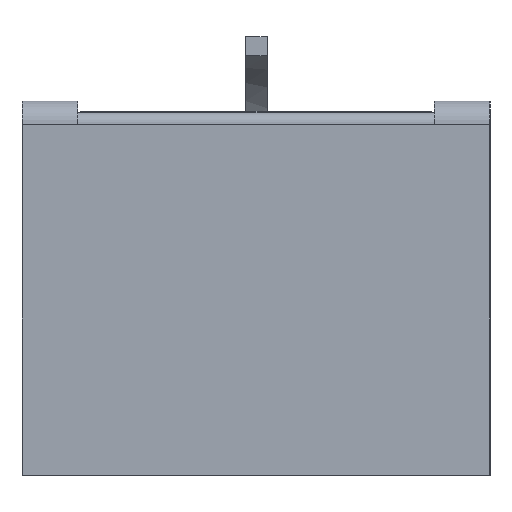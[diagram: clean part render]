
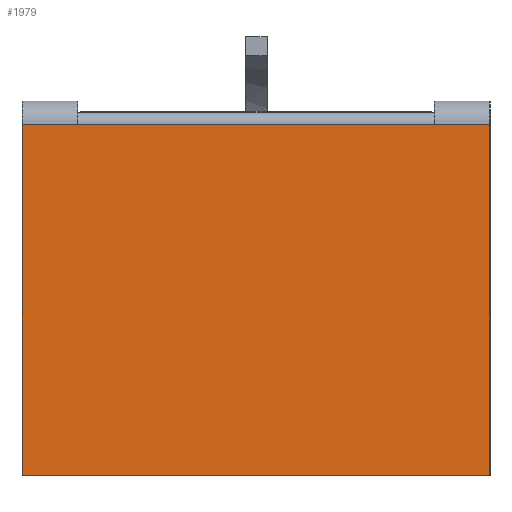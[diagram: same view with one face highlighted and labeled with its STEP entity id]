
A CAD part, left-side view. The second image highlights one B-rep face of the part: STEP entity #1979.
In plain terms, the highlighted planar face has unit normal (-1, 0, 0).
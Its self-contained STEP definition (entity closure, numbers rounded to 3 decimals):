
#125=PLANE('',#2177);
#209=FACE_OUTER_BOUND('',#322,.T.);
#322=EDGE_LOOP('',(#1617,#1618,#1619,#1620));
#554=LINE('',#3124,#749);
#558=LINE('',#3140,#753);
#561=LINE('',#3148,#756);
#562=LINE('',#3149,#757);
#749=VECTOR('',#2560,10.);
#753=VECTOR('',#2574,10.);
#756=VECTOR('',#2581,10.);
#757=VECTOR('',#2582,10.);
#925=VERTEX_POINT('',#3122);
#926=VERTEX_POINT('',#3123);
#933=VERTEX_POINT('',#3139);
#936=VERTEX_POINT('',#3147);
#1168=EDGE_CURVE('',#925,#926,#554,.T.);
#1176=EDGE_CURVE('',#933,#926,#558,.T.);
#1180=EDGE_CURVE('',#936,#925,#561,.T.);
#1181=EDGE_CURVE('',#936,#933,#562,.T.);
#1617=ORIENTED_EDGE('',*,*,#1176,.T.);
#1618=ORIENTED_EDGE('',*,*,#1168,.F.);
#1619=ORIENTED_EDGE('',*,*,#1180,.F.);
#1620=ORIENTED_EDGE('',*,*,#1181,.T.);
#1979=ADVANCED_FACE('',(#209),#125,.T.);
#2177=AXIS2_PLACEMENT_3D('',#3146,#2579,#2580);
#2560=DIRECTION('',(0.,-1.,0.));
#2574=DIRECTION('',(0.,0.,1.));
#2579=DIRECTION('center_axis',(-1.,0.,0.));
#2580=DIRECTION('ref_axis',(0.,0.,1.));
#2581=DIRECTION('',(0.,0.,1.));
#2582=DIRECTION('',(0.,-1.,0.));
#3122=CARTESIAN_POINT('',(-4.,10.,0.));
#3123=CARTESIAN_POINT('',(-4.,-70.,0.));
#3124=CARTESIAN_POINT('',(-4.,0.,0.));
#3139=CARTESIAN_POINT('',(-4.,-70.,-60.));
#3140=CARTESIAN_POINT('',(-4.,-70.,0.));
#3146=CARTESIAN_POINT('Origin',(-4.,0.,-60.));
#3147=CARTESIAN_POINT('',(-4.,10.,-60.));
#3148=CARTESIAN_POINT('',(-4.,10.,-3.464));
#3149=CARTESIAN_POINT('',(-4.,0.,-60.));
